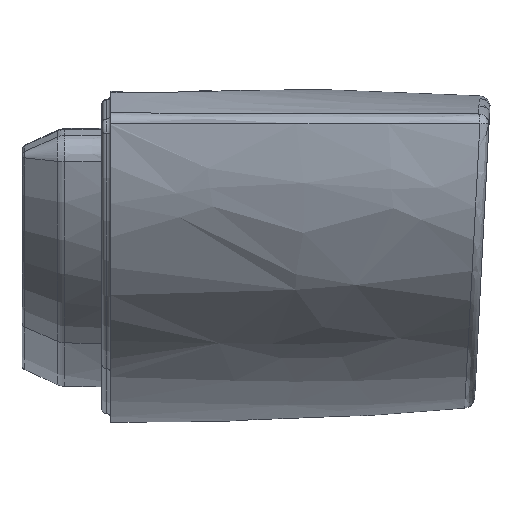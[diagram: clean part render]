
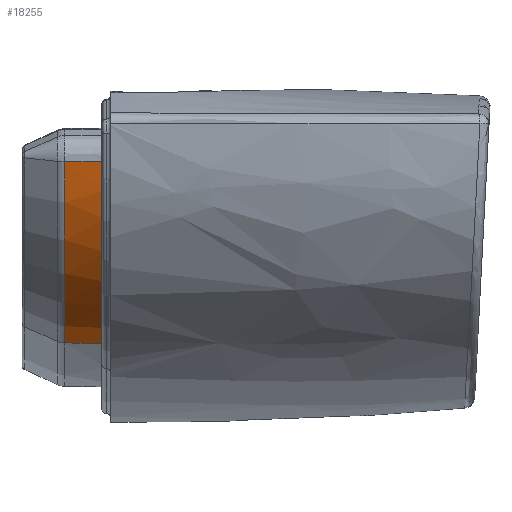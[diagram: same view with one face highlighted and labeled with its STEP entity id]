
A CAD part, left-side view. The second image highlights one B-rep face of the part: STEP entity #18255.
In plain terms, the highlighted conical face has half-angle 0.5 degrees and reference radius 11.4 mm.
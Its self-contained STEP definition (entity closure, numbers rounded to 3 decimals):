
#177 = CIRCLE ( 'NONE', #7416, 11.382 ) ;
#405 = CARTESIAN_POINT ( 'NONE',  ( -19.602, -48.551, 2.544 ) ) ;
#673 = B_SPLINE_CURVE_WITH_KNOTS ( 'NONE', 3,
 ( #10692, #24050, #8924, #1206, #16445, #16516, #4998 ),
 .UNSPECIFIED., .F., .F.,
 ( 4, 3, 4 ),
 ( 0., 0.002, 0.002 ),
 .UNSPECIFIED. ) ;
#901 = VERTEX_POINT ( 'NONE', #21725 ) ;
#1206 = CARTESIAN_POINT ( 'NONE',  ( -19.584, -46.8, 2.532 ) ) ;
#2234 = CARTESIAN_POINT ( 'NONE',  ( -13.901, -48.551, -4.913 ) ) ;
#2472 = CARTESIAN_POINT ( 'NONE',  ( -16.265, -48.551, -3.234 ) ) ;
#2600 = CARTESIAN_POINT ( 'NONE',  ( -12.101, -46.724, -5.624 ) ) ;
#2784 = DIRECTION ( 'NONE',  ( 0., 0., 1. ) ) ;
#3585 = CONICAL_SURFACE ( 'NONE', #20132, 11.4, 0.009 ) ;
#3901 = ORIENTED_EDGE ( 'NONE', *, *, #8964, .T. ) ;
#4127 = CARTESIAN_POINT ( 'NONE',  ( -12.106, -48.554, -5.639 ) ) ;
#4380 = CARTESIAN_POINT ( 'NONE',  ( -17.57, -48.551, -1.809 ) ) ;
#4792 = FACE_OUTER_BOUND ( 'NONE', #13885, .T. ) ;
#4800 = DIRECTION ( 'NONE',  ( 0., -1., 0. ) ) ;
#4851 = CARTESIAN_POINT ( 'NONE',  ( -19.602, -48.551, 2.544 ) ) ;
#4910 = VERTEX_POINT ( 'NONE', #12260 ) ;
#4998 = CARTESIAN_POINT ( 'NONE',  ( -19.583, -46.724, 2.532 ) ) ;
#6075 = EDGE_CURVE ( 'NONE', #8577, #901, #673, .T. ) ;
#6318 = CARTESIAN_POINT ( 'NONE',  ( -18.131, -48.551, -1.014 ) ) ;
#7041 = CARTESIAN_POINT ( 'NONE',  ( -12.107, -48.8, -5.641 ) ) ;
#7416 = AXIS2_PLACEMENT_3D ( 'NONE', #13348, #7853, #17558 ) ;
#7853 = DIRECTION ( 'NONE',  ( 0., -1., 0. ) ) ;
#7896 = EDGE_CURVE ( 'NONE', #10903, #4910, #21978, .T. ) ;
#8295 = CARTESIAN_POINT ( 'NONE',  ( -15.522, -48.551, -3.863 ) ) ;
#8503 = EDGE_CURVE ( 'NONE', #4910, #8577, #24594, .T. ) ;
#8577 = VERTEX_POINT ( 'NONE', #4851 ) ;
#8924 = CARTESIAN_POINT ( 'NONE',  ( -19.59, -47.384, 2.536 ) ) ;
#8964 = EDGE_CURVE ( 'NONE', #901, #10903, #177, .T. ) ;
#9071 = ORIENTED_EDGE ( 'NONE', *, *, #7896, .T. ) ;
#10692 = CARTESIAN_POINT ( 'NONE',  ( -19.602, -48.551, 2.544 ) ) ;
#10903 = VERTEX_POINT ( 'NONE', #2600 ) ;
#11805 = CARTESIAN_POINT ( 'NONE',  ( -13.023, -48.551, -5.335 ) ) ;
#12260 = CARTESIAN_POINT ( 'NONE',  ( -12.106, -48.554, -5.639 ) ) ;
#12647 = VECTOR ( 'NONE', #24108, 1000. ) ;
#13348 = CARTESIAN_POINT ( 'NONE',  ( -8.513, -46.724, 5.177 ) ) ;
#13885 = EDGE_LOOP ( 'NONE', ( #15988, #3901, #9071, #14451 ) ) ;
#14451 = ORIENTED_EDGE ( 'NONE', *, *, #8503, .T. ) ;
#15647 = CARTESIAN_POINT ( 'NONE',  ( -19.379, -48.551, 1.604 ) ) ;
#15988 = ORIENTED_EDGE ( 'NONE', *, *, #6075, .T. ) ;
#16445 = CARTESIAN_POINT ( 'NONE',  ( -19.584, -46.775, 2.532 ) ) ;
#16516 = CARTESIAN_POINT ( 'NONE',  ( -19.583, -46.749, 2.532 ) ) ;
#17558 = DIRECTION ( 'NONE',  ( 0., 0., -1. ) ) ;
#18255 = ADVANCED_FACE ( 'NONE', ( #4792 ), #3585, .T. ) ;
#20032 = CARTESIAN_POINT ( 'NONE',  ( -8.513, -48.8, 5.177 ) ) ;
#20132 = AXIS2_PLACEMENT_3D ( 'NONE', #20032, #4800, #2784 ) ;
#21725 = CARTESIAN_POINT ( 'NONE',  ( -19.583, -46.724, 2.532 ) ) ;
#21978 = LINE ( 'NONE', #7041, #12647 ) ;
#23414 = CARTESIAN_POINT ( 'NONE',  ( -19.036, -48.551, 0.693 ) ) ;
#24050 = CARTESIAN_POINT ( 'NONE',  ( -19.596, -47.967, 2.54 ) ) ;
#24108 = DIRECTION ( 'NONE',  ( -0.003, -1., -0.008 ) ) ;
#24594 = B_SPLINE_CURVE_WITH_KNOTS ( 'NONE', 3,
 ( #4127, #11805, #2234, #8295, #2472, #4380, #6318, #23414, #15647, #405 ),
 .UNSPECIFIED., .F., .F.,
 ( 4, 2, 2, 2, 4 ),
 ( 0., 0.25, 0.5, 0.75, 1. ),
 .UNSPECIFIED. ) ;
